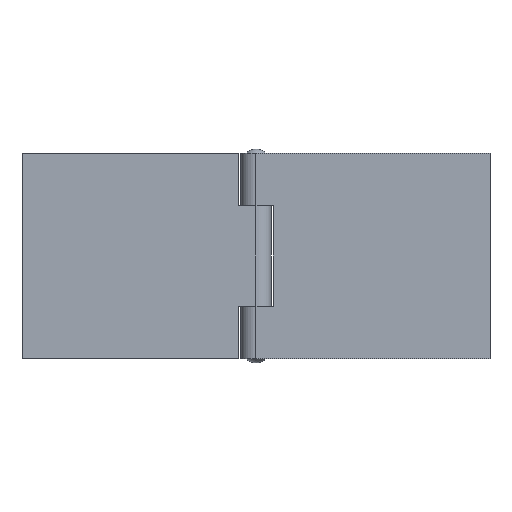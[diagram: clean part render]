
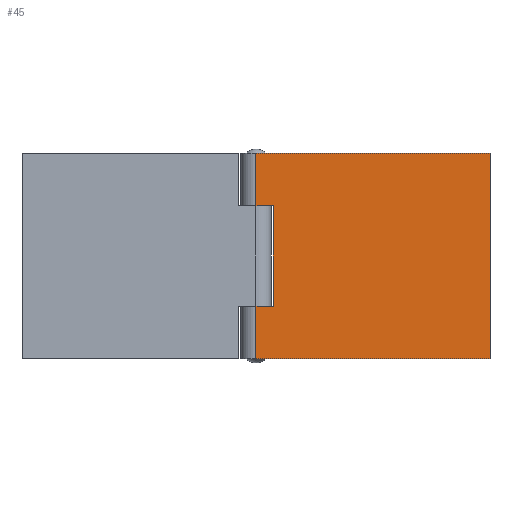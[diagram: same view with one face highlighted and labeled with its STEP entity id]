
A CAD part, front view. The second image highlights one B-rep face of the part: STEP entity #45.
In plain terms, the highlighted planar face has unit normal (0, -1, 0).
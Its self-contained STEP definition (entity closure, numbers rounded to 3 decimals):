
#45 = ADVANCED_FACE ( 'NONE', ( #423 ), #429, .F. ) ;
#46 = EDGE_LOOP ( 'NONE', ( #47, #51, #147, #148, #149, #151, #152, #153 ) ) ;
#47 = ORIENTED_EDGE ( 'NONE', *, *, #48, .T. ) ;
#48 = EDGE_CURVE ( 'NONE', #49, #50, #483, .T. ) ;
#49 = VERTEX_POINT ( 'NONE', #479 ) ;
#50 = VERTEX_POINT ( 'NONE', #478 ) ;
#51 = ORIENTED_EDGE ( 'NONE', *, *, #52, .T. ) ;
#52 = EDGE_CURVE ( 'NONE', #50, #122, #477, .T. ) ;
#72 = EDGE_CURVE ( 'NONE', #1596, #49, #502, .T. ) ;
#87 = EDGE_CURVE ( 'NONE', #1590, #88, #532, .T. ) ;
#88 = VERTEX_POINT ( 'NONE', #528 ) ;
#106 = VERTEX_POINT ( 'NONE', #562 ) ;
#108 = EDGE_CURVE ( 'NONE', #126, #106, #561, .T. ) ;
#122 = VERTEX_POINT ( 'NONE', #602 ) ;
#126 = VERTEX_POINT ( 'NONE', #596 ) ;
#128 = EDGE_CURVE ( 'NONE', #122, #126, #595, .T. ) ;
#147 = ORIENTED_EDGE ( 'NONE', *, *, #128, .T. ) ;
#148 = ORIENTED_EDGE ( 'NONE', *, *, #108, .T. ) ;
#149 = ORIENTED_EDGE ( 'NONE', *, *, #150, .F. ) ;
#150 = EDGE_CURVE ( 'NONE', #88, #106, #620, .T. ) ;
#151 = ORIENTED_EDGE ( 'NONE', *, *, #87, .F. ) ;
#152 = ORIENTED_EDGE ( 'NONE', *, *, #1593, .T. ) ;
#153 = ORIENTED_EDGE ( 'NONE', *, *, #72, .T. ) ;
#423 = FACE_OUTER_BOUND ( 'NONE', #46, .T. ) ;
#429 = PLANE ( 'NONE',  #487 ) ;
#474 = DIRECTION ( 'NONE',  ( -1., 0., 0. ) ) ;
#475 = VECTOR ( 'NONE', #474, 1000. ) ;
#476 = CARTESIAN_POINT ( 'NONE',  ( 0., -3.75, -12.5 ) ) ;
#477 = LINE ( 'NONE', #476, #475 ) ;
#478 = CARTESIAN_POINT ( 'NONE',  ( 4.3, -3.75, -12.5 ) ) ;
#479 = CARTESIAN_POINT ( 'NONE',  ( 4.3, -3.75, 12.5 ) ) ;
#480 = DIRECTION ( 'NONE',  ( 0., 0., -1. ) ) ;
#481 = VECTOR ( 'NONE', #480, 1000. ) ;
#482 = CARTESIAN_POINT ( 'NONE',  ( 4.3, -3.75, 25.5 ) ) ;
#483 = LINE ( 'NONE', #482, #481 ) ;
#484 = DIRECTION ( 'NONE',  ( 0., 0., 1. ) ) ;
#485 = DIRECTION ( 'NONE',  ( 0., 1., 0. ) ) ;
#486 = CARTESIAN_POINT ( 'NONE',  ( 0., -3.75, 25.5 ) ) ;
#487 = AXIS2_PLACEMENT_3D ( 'NONE', #486, #485, #484 ) ;
#499 = DIRECTION ( 'NONE',  ( 1., 0., 0. ) ) ;
#500 = VECTOR ( 'NONE', #499, 1000. ) ;
#501 = CARTESIAN_POINT ( 'NONE',  ( 0., -3.75, 12.5 ) ) ;
#502 = LINE ( 'NONE', #501, #500 ) ;
#528 = CARTESIAN_POINT ( 'NONE',  ( 58., -3.75, 25.5 ) ) ;
#529 = DIRECTION ( 'NONE',  ( 1., 0., 0. ) ) ;
#530 = VECTOR ( 'NONE', #529, 1000. ) ;
#531 = CARTESIAN_POINT ( 'NONE',  ( 0., -3.75, 25.5 ) ) ;
#532 = LINE ( 'NONE', #531, #530 ) ;
#558 = DIRECTION ( 'NONE',  ( 1., 0., 0. ) ) ;
#559 = VECTOR ( 'NONE', #558, 1000. ) ;
#560 = CARTESIAN_POINT ( 'NONE',  ( 0., -3.75, -25.5 ) ) ;
#561 = LINE ( 'NONE', #560, #559 ) ;
#562 = CARTESIAN_POINT ( 'NONE',  ( 58., -3.75, -25.5 ) ) ;
#592 = DIRECTION ( 'NONE',  ( 0., 0., -1. ) ) ;
#593 = VECTOR ( 'NONE', #592, 1000. ) ;
#594 = CARTESIAN_POINT ( 'NONE',  ( 0., -3.75, 25.5 ) ) ;
#595 = LINE ( 'NONE', #594, #593 ) ;
#596 = CARTESIAN_POINT ( 'NONE',  ( 0., -3.75, -25.5 ) ) ;
#602 = CARTESIAN_POINT ( 'NONE',  ( 0., -3.75, -12.5 ) ) ;
#617 = DIRECTION ( 'NONE',  ( 0., 0., -1. ) ) ;
#618 = VECTOR ( 'NONE', #617, 1000. ) ;
#619 = CARTESIAN_POINT ( 'NONE',  ( 58., -3.75, 25.5 ) ) ;
#620 = LINE ( 'NONE', #619, #618 ) ;
#1005 = DIRECTION ( 'NONE',  ( 0., 0., -1. ) ) ;
#1006 = VECTOR ( 'NONE', #1005, 1000. ) ;
#1007 = CARTESIAN_POINT ( 'NONE',  ( 0., -3.75, 25.5 ) ) ;
#1008 = LINE ( 'NONE', #1007, #1006 ) ;
#1009 = CARTESIAN_POINT ( 'NONE',  ( 0., -3.75, 25.5 ) ) ;
#1056 = CARTESIAN_POINT ( 'NONE',  ( 0., -3.75, 12.5 ) ) ;
#1590 = VERTEX_POINT ( 'NONE', #1009 ) ;
#1593 = EDGE_CURVE ( 'NONE', #1590, #1596, #1008, .T. ) ;
#1596 = VERTEX_POINT ( 'NONE', #1056 ) ;
